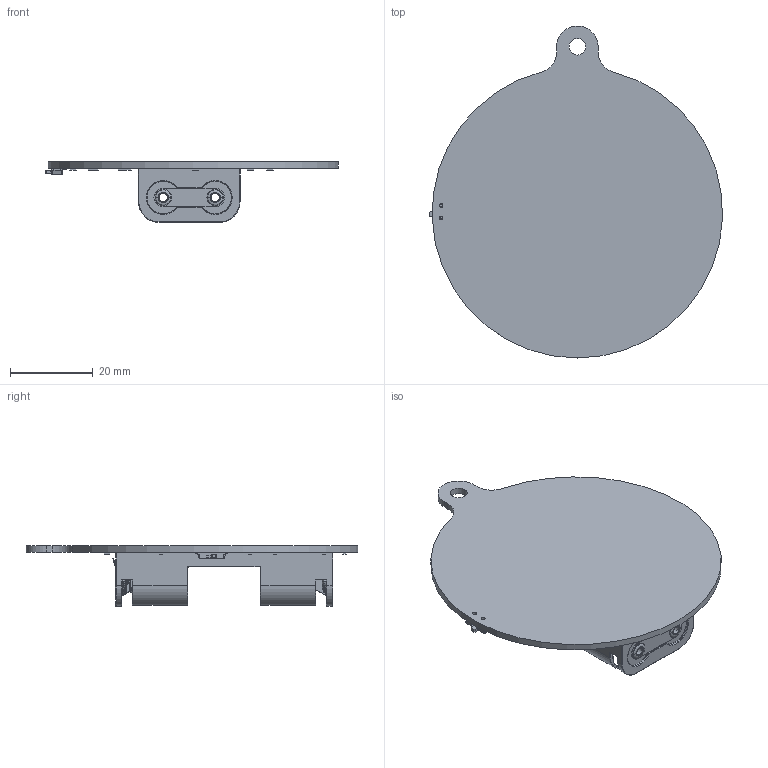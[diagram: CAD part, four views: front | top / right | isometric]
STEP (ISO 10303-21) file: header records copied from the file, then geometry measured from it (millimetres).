
FILE_DESCRIPTION(('KiCad electronic assembly'),'2;1');
FILE_NAME('TVZ_kuglica.step','2021-11-26T11:23:29',('An Author'),( 'A Company'),'Open CASCADE STEP processor 6.9', 'KiCad to STEP converter','Unknown');
FILE_SCHEMA(('AUTOMOTIVE_DESIGN { 1 0 10303 214 1 1 1 1 }'));
Length unit declared in the file: millimetre
Products named in the file (8): Open CASCADE STEP translator 6.9 1; 2xAAA; COMPOUND; SW_SPDT_PCM12; SOLID; R_0603_1608Metric
Assembly tree (17 placements, depth 3):
  Open CASCADE STEP translator 6.9 1
    2xAAA
      COMPOUND
    SW_SPDT_PCM12
      SOLID
    R_0603_1608Metric  x11
      SOLID
    COMPOUND
Bounding box: 70.6 x 80 x 14.65 mm (x, y, z)
Volume: 9203.2 mm3; surface area: 14958.9 mm2
Topology: 23 solids, 23 shells, 979 faces, 2344 edges, 1386 vertices
Faces by surface type: plane 396, cylinder 299, torus 194, sphere 34, bspline 22, cone 18, revolution 16
Full cylindrical faces by diameter (mm): 0.8 x2, 0.9 x2, 4 x1
Entity records: 57986 total; most frequent: CARTESIAN_POINT 21515, DIRECTION 6727, LINE 3547, VECTOR 3547, ORIENTED_EDGE 3276, PCURVE 3276, DEFINITIONAL_REPRESENTATION 3276, EDGE_CURVE 1638
